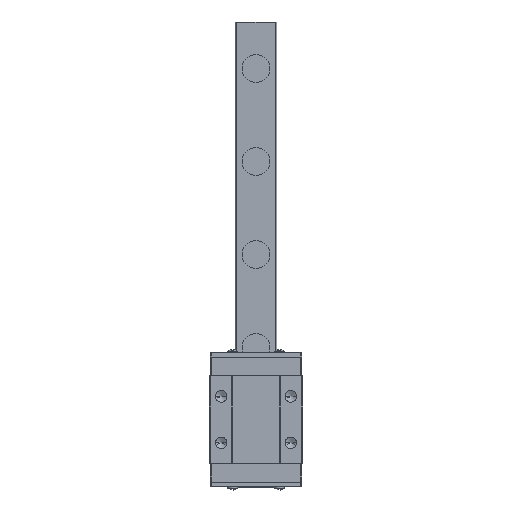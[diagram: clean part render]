
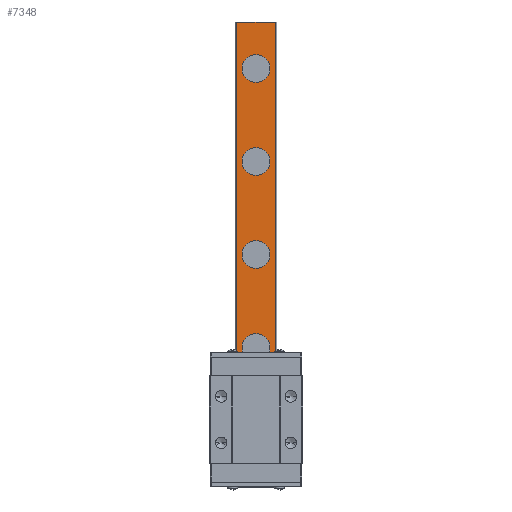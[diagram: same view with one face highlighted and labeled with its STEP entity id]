
A CAD part, top view. The second image highlights one B-rep face of the part: STEP entity #7348.
In plain terms, the highlighted planar face has unit normal (0, 0, 1).
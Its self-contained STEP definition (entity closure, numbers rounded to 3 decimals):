
#3618=VERTEX_POINT('',#9431);
#3666=VERTEX_POINT('',#9481);
#3682=EDGE_CURVE('',#8394,#3666,#9500,.T.);
#3894=VERTEX_POINT('',#9729);
#3966=VERTEX_POINT('',#9804);
#3970=EDGE_CURVE('',#4488,#3894,#9808,.T.);
#4316=EDGE_CURVE('',#7128,#3618,#10190,.T.);
#4476=EDGE_CURVE('',#5200,#5952,#10368,.T.);
#4488=VERTEX_POINT('',#10380);
#5098=VERTEX_POINT('',#11052);
#5200=VERTEX_POINT('',#11161);
#5282=EDGE_CURVE('',#5098,#6132,#11257,.T.);
#5720=EDGE_CURVE('',#3666,#6132,#11732,.T.);
#5852=EDGE_CURVE('',#5952,#5200,#11873,.T.);
#5952=VERTEX_POINT('',#11981);
#6012=EDGE_CURVE('',#3894,#4488,#12045,.T.);
#6132=VERTEX_POINT('',#12173);
#6236=EDGE_CURVE('',#3966,#6828,#12285,.T.);
#6828=VERTEX_POINT('',#12931);
#6928=EDGE_CURVE('',#7466,#7594,#13038,.T.);
#7128=VERTEX_POINT('',#13260);
#7348=ADVANCED_FACE('',(#13502,#13503,#13504,#13505,#13506,#13507),#13508,.T.);
#7466=VERTEX_POINT('',#13637);
#7594=VERTEX_POINT('',#13778);
#7756=EDGE_CURVE('',#6828,#3966,#13955,.T.);
#7828=EDGE_CURVE('',#5098,#8394,#14033,.T.);
#7894=EDGE_CURVE('',#3618,#7128,#14108,.T.);
#8172=EDGE_CURVE('',#7594,#7466,#14421,.T.);
#8394=VERTEX_POINT('',#14670);
#9431=CARTESIAN_POINT('',(3.0,10.0,6.5));
#9481=CARTESIAN_POINT('',(-4.1,0.0,6.5));
#9500=LINE('',#16283,#16284);
#9729=CARTESIAN_POINT('',(3.0,50.0,6.5));
#9804=CARTESIAN_POINT('',(3.0,30.0,6.5));
#9808=CIRCLE('',#16742,3.0);
#10190=CIRCLE('',#17339,3.0);
#10368=CIRCLE('',#17619,3.0);
#10380=CARTESIAN_POINT('',(-3.0,50.0,6.5));
#11052=CARTESIAN_POINT('',(4.1,100.0,6.5));
#11161=CARTESIAN_POINT('',(3.0,70.0,6.5));
#11257=LINE('',#19052,#19053);
#11732=LINE('',#19773,#19774);
#11873=CIRCLE('',#19991,3.0);
#11981=CARTESIAN_POINT('',(-3.0,70.0,6.5));
#12045=CIRCLE('',#20307,3.0);
#12173=CARTESIAN_POINT('',(4.1,0.0,6.5));
#12285=CIRCLE('',#20686,3.0);
#12931=CARTESIAN_POINT('',(-3.0,30.0,6.5));
#13038=CIRCLE('',#21944,3.0);
#13260=CARTESIAN_POINT('',(-3.0,10.0,6.5));
#13502=FACE_BOUND('',#22699,.T.);
#13503=FACE_BOUND('',#22700,.T.);
#13504=FACE_BOUND('',#22701,.T.);
#13505=FACE_BOUND('',#22702,.T.);
#13506=FACE_BOUND('',#22703,.T.);
#13507=FACE_OUTER_BOUND('',#22704,.T.);
#13508=PLANE('',#22705);
#13637=CARTESIAN_POINT('',(-3.0,90.0,6.5));
#13778=CARTESIAN_POINT('',(3.0,90.0,6.5));
#13955=CIRCLE('',#23435,3.0);
#14033=LINE('',#23568,#23569);
#14108=CIRCLE('',#23675,3.0);
#14421=CIRCLE('',#24186,3.0);
#14670=CARTESIAN_POINT('',(-4.1,100.0,6.5));
#16283=CARTESIAN_POINT('',(-4.1,100.0,6.5));
#16284=VECTOR('',#26005,1.0);
#16742=AXIS2_PLACEMENT_3D('',#26272,#26273,#26274);
#17339=AXIS2_PLACEMENT_3D('',#26677,#26678,#26679);
#17619=AXIS2_PLACEMENT_3D('',#26913,#26914,#26915);
#19052=CARTESIAN_POINT('',(4.1,100.0,6.5));
#19053=VECTOR('',#27950,1.0);
#19773=CARTESIAN_POINT('',(4.1,0.0,6.5));
#19774=VECTOR('',#28394,1.0);
#19991=AXIS2_PLACEMENT_3D('',#28506,#28507,#28508);
#20307=AXIS2_PLACEMENT_3D('',#28662,#28663,#28664);
#20686=AXIS2_PLACEMENT_3D('',#28874,#28875,#28876);
#21944=AXIS2_PLACEMENT_3D('',#29580,#29581,#29582);
#22699=EDGE_LOOP('',(#30060,#30061));
#22700=EDGE_LOOP('',(#30062,#30063));
#22701=EDGE_LOOP('',(#30064,#30065));
#22702=EDGE_LOOP('',(#30066,#30067));
#22703=EDGE_LOOP('',(#30068,#30069));
#22704=EDGE_LOOP('',(#30070,#30071,#30072,#30073));
#22705=AXIS2_PLACEMENT_3D('',#30074,#30075,#30076);
#23435=AXIS2_PLACEMENT_3D('',#30591,#30592,#30593);
#23568=CARTESIAN_POINT('',(4.1,100.0,6.5));
#23569=VECTOR('',#30668,1.0);
#23675=AXIS2_PLACEMENT_3D('',#30805,#30806,#30807);
#24186=AXIS2_PLACEMENT_3D('',#31186,#31187,#31188);
#26005=DIRECTION('',(0.0,-1.0,0.0));
#26272=CARTESIAN_POINT('',(0.0,50.0,6.5));
#26273=DIRECTION('',(0.0,0.0,-1.0));
#26274=DIRECTION('',(1.0,0.0,0.0));
#26677=CARTESIAN_POINT('',(0.0,10.0,6.5));
#26678=DIRECTION('',(0.0,0.0,-1.0));
#26679=DIRECTION('',(1.0,0.0,0.0));
#26913=CARTESIAN_POINT('',(0.0,70.0,6.5));
#26914=DIRECTION('',(0.0,0.0,-1.0));
#26915=DIRECTION('',(1.0,0.0,0.0));
#27950=DIRECTION('',(0.0,-1.0,0.0));
#28394=DIRECTION('',(1.0,0.0,0.0));
#28506=CARTESIAN_POINT('',(0.0,70.0,6.5));
#28507=DIRECTION('',(0.0,0.0,-1.0));
#28508=DIRECTION('',(1.0,0.0,0.0));
#28662=CARTESIAN_POINT('',(0.0,50.0,6.5));
#28663=DIRECTION('',(0.0,0.0,-1.0));
#28664=DIRECTION('',(1.0,0.0,0.0));
#28874=CARTESIAN_POINT('',(0.0,30.0,6.5));
#28875=DIRECTION('',(0.0,0.0,-1.0));
#28876=DIRECTION('',(1.0,0.0,0.0));
#29580=CARTESIAN_POINT('',(0.0,90.0,6.5));
#29581=DIRECTION('',(0.0,0.0,-1.0));
#29582=DIRECTION('',(1.0,0.0,0.0));
#30060=ORIENTED_EDGE('',*,*,#6928,.T.);
#30061=ORIENTED_EDGE('',*,*,#8172,.T.);
#30062=ORIENTED_EDGE('',*,*,#5852,.T.);
#30063=ORIENTED_EDGE('',*,*,#4476,.T.);
#30064=ORIENTED_EDGE('',*,*,#3970,.T.);
#30065=ORIENTED_EDGE('',*,*,#6012,.T.);
#30066=ORIENTED_EDGE('',*,*,#7756,.T.);
#30067=ORIENTED_EDGE('',*,*,#6236,.T.);
#30068=ORIENTED_EDGE('',*,*,#4316,.T.);
#30069=ORIENTED_EDGE('',*,*,#7894,.T.);
#30070=ORIENTED_EDGE('',*,*,#5720,.T.);
#30071=ORIENTED_EDGE('',*,*,#5282,.F.);
#30072=ORIENTED_EDGE('',*,*,#7828,.T.);
#30073=ORIENTED_EDGE('',*,*,#3682,.T.);
#30074=CARTESIAN_POINT('',(-4.1,100.0,6.5));
#30075=DIRECTION('',(0.0,0.0,1.0));
#30076=DIRECTION('',(-1.0,0.0,0.0));
#30591=CARTESIAN_POINT('',(0.0,30.0,6.5));
#30592=DIRECTION('',(0.0,0.0,-1.0));
#30593=DIRECTION('',(1.0,0.0,0.0));
#30668=DIRECTION('',(-1.0,0.0,0.0));
#30805=CARTESIAN_POINT('',(0.0,10.0,6.5));
#30806=DIRECTION('',(0.0,0.0,-1.0));
#30807=DIRECTION('',(1.0,0.0,0.0));
#31186=CARTESIAN_POINT('',(0.0,90.0,6.5));
#31187=DIRECTION('',(0.0,0.0,-1.0));
#31188=DIRECTION('',(1.0,0.0,0.0));
